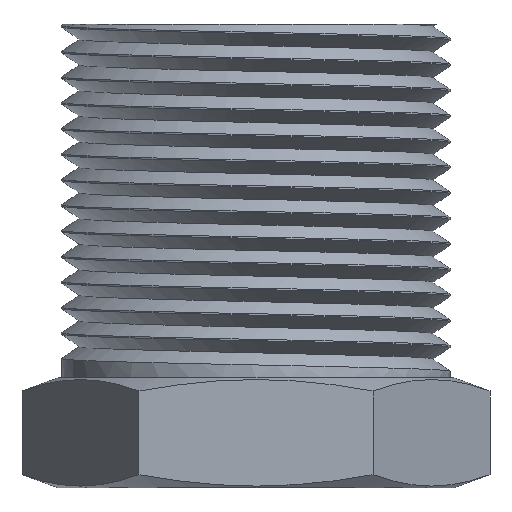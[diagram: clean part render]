
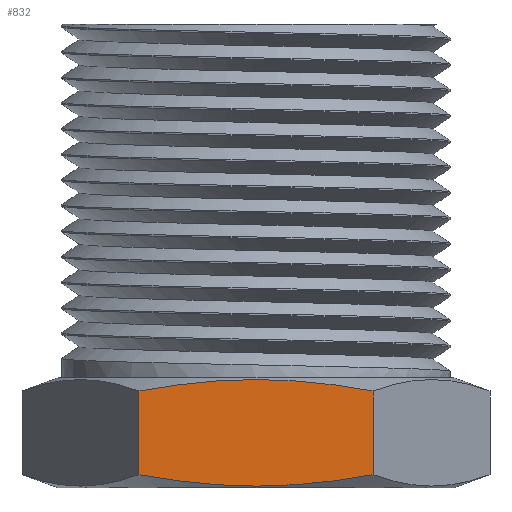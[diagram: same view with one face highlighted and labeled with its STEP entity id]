
A CAD part, front view. The second image highlights one B-rep face of the part: STEP entity #832.
In plain terms, the highlighted planar face has unit normal (0, -1, 0).
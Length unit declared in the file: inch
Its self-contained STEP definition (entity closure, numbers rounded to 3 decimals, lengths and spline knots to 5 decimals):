
#26 = CARTESIAN_POINT ( 'NONE',  ( -0.25144, -0.4355, 0.237 ) ) ;
#46 = LINE ( 'NONE', #26, #1483 ) ;
#48 = CARTESIAN_POINT ( 'NONE',  ( -0.25144, -0.4355, 0.237 ) ) ;
#75 = CARTESIAN_POINT ( 'NONE',  ( 0.0423, -0.4355, 0.233 ) ) ;
#312 = ORIENTED_EDGE ( 'NONE', *, *, #461, .F. ) ;
#371 = CARTESIAN_POINT ( 'NONE',  ( 0.16787, -0.4355, 0.22228 ) ) ;
#461 = EDGE_CURVE ( 'NONE', #855, #612, #1914, .T. ) ;
#483 = VERTEX_POINT ( 'NONE', #873 ) ;
#612 = VERTEX_POINT ( 'NONE', #3381 ) ;
#628 = DIRECTION ( 'NONE',  ( -1., 0., 0. ) ) ;
#655 = CARTESIAN_POINT ( 'NONE',  ( 0.25144, -0.4355, 0.2085 ) ) ;
#832 = ADVANCED_FACE ( 'NONE', ( #2310 ), #2059, .F. ) ;
#855 = VERTEX_POINT ( 'NONE', #3499 ) ;
#873 = CARTESIAN_POINT ( 'NONE',  ( -0.25144, -0.4355, 0.2085 ) ) ;
#881 = CARTESIAN_POINT ( 'NONE',  ( -0.25144, -0.4355, 0.0285 ) ) ;
#886 = B_SPLINE_CURVE_WITH_KNOTS ( 'NONE', 3,
 ( #1222, #2935, #1511, #3509, #1797, #75, #2092, #371, #2378, #655 ),
 .UNSPECIFIED., .F., .F.,
 ( 4, 2, 2, 2, 4 ),
 ( 0.01086, 0.01408, 0.0173, 0.02053, 0.02375 ),
 .UNSPECIFIED. ) ;
#894 = CARTESIAN_POINT ( 'NONE',  ( -0.20975, -0.4355, 0.02092 ) ) ;
#905 = CARTESIAN_POINT ( 'NONE',  ( -0.16759, -0.4355, 0.01468 ) ) ;
#917 = CARTESIAN_POINT ( 'NONE',  ( -0.08355, -0.4355, 0.0062 ) ) ;
#927 = CARTESIAN_POINT ( 'NONE',  ( -0.04157, -0.4355, 0.00397 ) ) ;
#973 = CARTESIAN_POINT ( 'NONE',  ( 0.0423, -0.4355, 0.004 ) ) ;
#984 = CARTESIAN_POINT ( 'NONE',  ( 0.08418, -0.4355, 0.00625 ) ) ;
#997 = ORIENTED_EDGE ( 'NONE', *, *, #3151, .F. ) ;
#998 = CARTESIAN_POINT ( 'NONE',  ( 0.25144, -0.4355, 0.0285 ) ) ;
#1011 = CARTESIAN_POINT ( 'NONE',  ( 0.2097, -0.4355, 0.02091 ) ) ;
#1081 = CARTESIAN_POINT ( 'NONE',  ( 0.16787, -0.4355, 0.01472 ) ) ;
#1222 = CARTESIAN_POINT ( 'NONE',  ( -0.25144, -0.4355, 0.2085 ) ) ;
#1277 = ORIENTED_EDGE ( 'NONE', *, *, #1799, .F. ) ;
#1457 = DIRECTION ( 'NONE',  ( 0., 0., -1. ) ) ;
#1483 = VECTOR ( 'NONE', #3461, 39.37008 ) ;
#1511 = CARTESIAN_POINT ( 'NONE',  ( -0.16759, -0.4355, 0.22232 ) ) ;
#1751 = VERTEX_POINT ( 'NONE', #3166 ) ;
#1797 = CARTESIAN_POINT ( 'NONE',  ( -0.04157, -0.4355, 0.23303 ) ) ;
#1799 = EDGE_CURVE ( 'NONE', #1751, #855, #3281, .T. ) ;
#1878 = EDGE_CURVE ( 'NONE', #483, #612, #46, .T. ) ;
#1914 = B_SPLINE_CURVE_WITH_KNOTS ( 'NONE', 3,
 ( #998, #1011, #1081, #984, #973, #927, #917, #905, #894, #881 ),
 .UNSPECIFIED., .F., .F.,
 ( 4, 2, 2, 2, 4 ),
 ( 0.02307, 0.02629, 0.0295, 0.03271, 0.03593 ),
 .UNSPECIFIED. ) ;
#2059 = PLANE ( 'NONE',  #2760 ) ;
#2092 = CARTESIAN_POINT ( 'NONE',  ( 0.08418, -0.4355, 0.23075 ) ) ;
#2127 = EDGE_LOOP ( 'NONE', ( #312, #1277, #997, #3700 ) ) ;
#2310 = FACE_OUTER_BOUND ( 'NONE', #2127, .T. ) ;
#2342 = VECTOR ( 'NONE', #1457, 39.37008 ) ;
#2347 = DIRECTION ( 'NONE',  ( 0., 1., 0. ) ) ;
#2378 = CARTESIAN_POINT ( 'NONE',  ( 0.2097, -0.4355, 0.21609 ) ) ;
#2760 = AXIS2_PLACEMENT_3D ( 'NONE', #48, #2347, #628 ) ;
#2935 = CARTESIAN_POINT ( 'NONE',  ( -0.20975, -0.4355, 0.21608 ) ) ;
#3151 = EDGE_CURVE ( 'NONE', #483, #1751, #886, .T. ) ;
#3166 = CARTESIAN_POINT ( 'NONE',  ( 0.25144, -0.4355, 0.2085 ) ) ;
#3281 = LINE ( 'NONE', #3454, #2342 ) ;
#3381 = CARTESIAN_POINT ( 'NONE',  ( -0.25144, -0.4355, 0.0285 ) ) ;
#3454 = CARTESIAN_POINT ( 'NONE',  ( 0.25144, -0.4355, 0.237 ) ) ;
#3461 = DIRECTION ( 'NONE',  ( 0., 0., -1. ) ) ;
#3499 = CARTESIAN_POINT ( 'NONE',  ( 0.25144, -0.4355, 0.0285 ) ) ;
#3509 = CARTESIAN_POINT ( 'NONE',  ( -0.08355, -0.4355, 0.2308 ) ) ;
#3700 = ORIENTED_EDGE ( 'NONE', *, *, #1878, .T. ) ;
